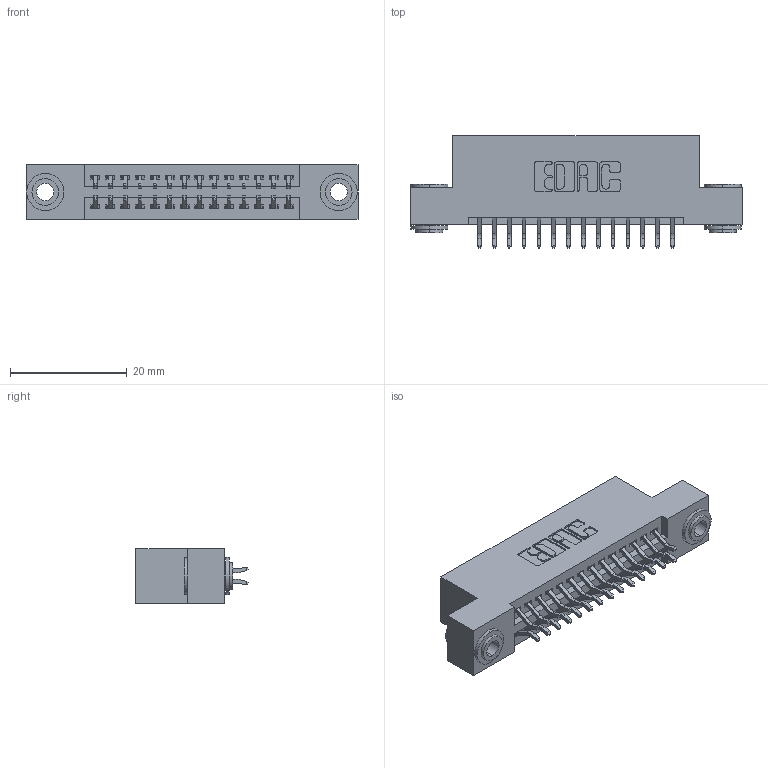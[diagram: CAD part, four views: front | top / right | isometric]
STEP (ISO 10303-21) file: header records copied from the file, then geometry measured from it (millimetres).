
FILE_DESCRIPTION (( 'STEP AP203' ), '1' );
FILE_NAME ('345-028-556-203.STEP', '2019-10-28T00:27:07', ( '' ), ( '' ), 'SwSTEP 2.0', 'SolidWorks 2016', '' );
FILE_SCHEMA (( 'CONFIG_CONTROL_DESIGN' ));
Length unit declared in the file: inch
Products named in the file (4): 345 Part_Flush Mounting Lugs - 0.156 Dia-TH; 345-028-556-203; 345-292-001_556 Tail; 345-250-002_345-250-002-102
Assembly tree (31 placements, depth 2):
  345-028-556-203
    345 Part_Flush Mounting Lugs - 0.156 Dia-TH
    345-292-001_556 Tail  x28
    345-250-002_345-250-002-102  x2
Bounding box: 56.77 x 19.24 x 9.4 mm (x, y, z)
Volume: 5273 mm3; surface area: 7432.4 mm2
Topology: 31 solids, 31 shells, 1732 faces, 5093 edges, 3354 vertices
Faces by surface type: plane 1126, cylinder 598, cone 8
Entity records: 15624 total; most frequent: CARTESIAN_POINT 2635, ORIENTED_EDGE 2550, DIRECTION 2377, EDGE_CURVE 1275, VECTOR 1055, LINE 1055, VERTEX_POINT 846, AXIS2_PLACEMENT_3D 661
